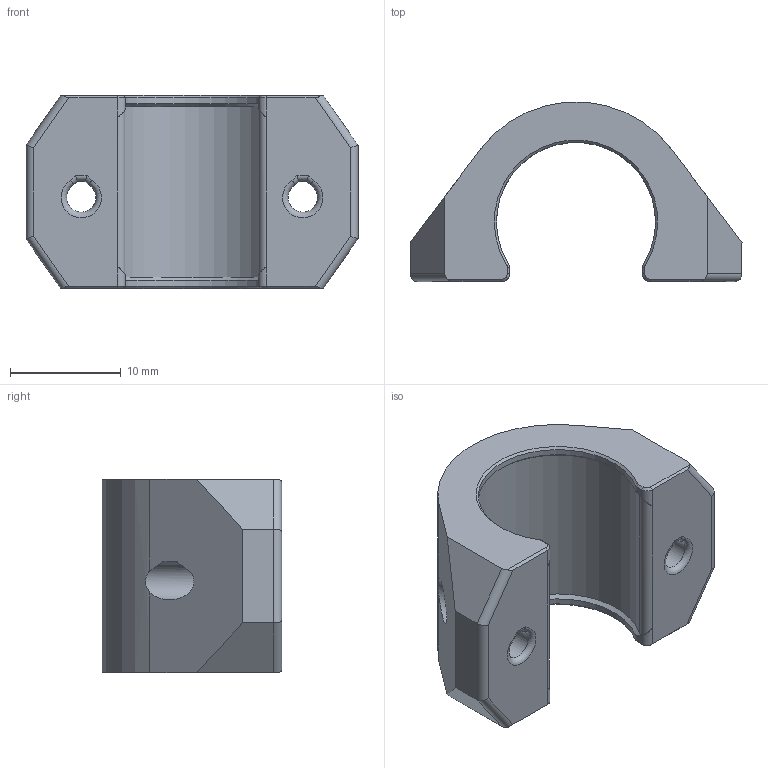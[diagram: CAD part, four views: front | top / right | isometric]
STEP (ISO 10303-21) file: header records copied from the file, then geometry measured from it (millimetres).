
FILE_DESCRIPTION(/* description */ (''),/* implementation_level */ '2;1');
FILE_NAME(/* name */ 'igus_rj4jp-01-08_holder.step',/* time_stamp */ '2018-01-19T14:54:33+01:00',/* author */ ('gregsaun'),/* organization */ (''),/* preprocessor_version */ 'ST-DEVELOPER v16.13',/* originating_system */ 'Autodesk Translation Framework v6.5.0.72',/* authorisation */ '');
FILE_SCHEMA (('AUTOMOTIVE_DESIGN { 1 0 10303 214 3 1 1 }'));
Length unit declared in the file: millimetre
Products named in the file (1): bearing_holder_igus_rj4jp-01-08
Bounding box: 29.97 x 16.19 x 17.45 mm (x, y, z)
Volume: 3089.3 mm3; surface area: 2208.3 mm2
Topology: 1 solids, 3 shells, 104 faces, 268 edges, 168 vertices
Faces by surface type: plane 58, cylinder 30, cone 14, torus 2
Entity records: 3297 total; most frequent: CARTESIAN_POINT 765, ORIENTED_EDGE 536, DIRECTION 504, EDGE_CURVE 268, LINE 174, VECTOR 174, VERTEX_POINT 168, AXIS2_PLACEMENT_3D 165
